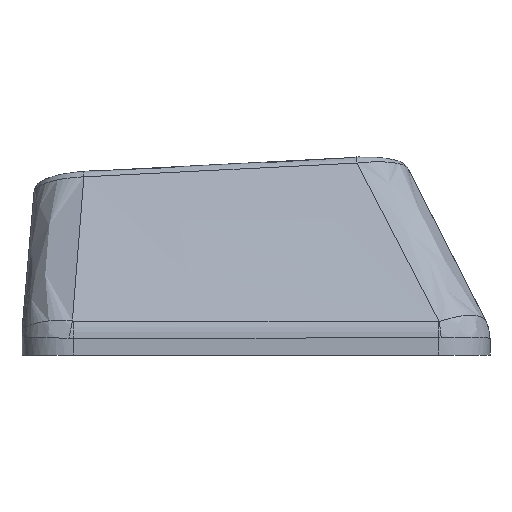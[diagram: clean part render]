
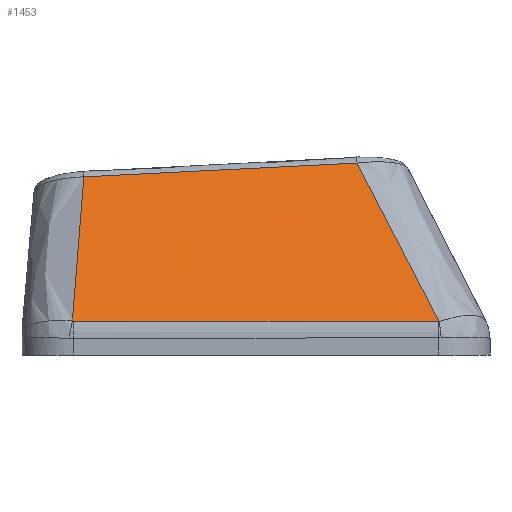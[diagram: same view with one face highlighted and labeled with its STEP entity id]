
A CAD part, left-side view. The second image highlights one B-rep face of the part: STEP entity #1453.
In plain terms, the highlighted free-form (B-spline) face has degree [3, 3] with [4, 4] control points.
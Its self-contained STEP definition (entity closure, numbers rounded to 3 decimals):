
#46=B_SPLINE_SURFACE_WITH_KNOTS('',3,3,((#3399,#3400,#3401,#3402),(#3403,
#3404,#3405,#3406),(#3407,#3408,#3409,#3410),(#3411,#3412,#3413,#3414)),
 .UNSPECIFIED.,.F.,.F.,.F.,(4,4),(4,4),(0.107,0.899),
(0.045,0.956),.UNSPECIFIED.);
#304=FACE_OUTER_BOUND('',#390,.T.);
#390=EDGE_LOOP('',(#1233,#1234,#1235,#1236,#1237,#1238));
#498=B_SPLINE_CURVE_WITH_KNOTS('',3,(#2831,#2832,#2833,#2834),
 .UNSPECIFIED.,.F.,.F.,(4,4),(0.,0.003),
 .UNSPECIFIED.);
#499=B_SPLINE_CURVE_WITH_KNOTS('',3,(#2852,#2853,#2854,#2855),
 .UNSPECIFIED.,.F.,.F.,(4,4),(-1.416,0.),.UNSPECIFIED.);
#502=B_SPLINE_CURVE_WITH_KNOTS('',3,(#2885,#2886,#2887,#2888),
 .UNSPECIFIED.,.F.,.F.,(4,4),(0.,0.004),.UNSPECIFIED.);
#513=B_SPLINE_CURVE_WITH_KNOTS('',3,(#3116,#3117,#3118,#3119),
 .UNSPECIFIED.,.F.,.F.,(4,4),(0.037,0.785),
 .UNSPECIFIED.);
#521=B_SPLINE_CURVE_WITH_KNOTS('',3,(#3339,#3340,#3341,#3342),
 .UNSPECIFIED.,.F.,.F.,(4,4),(0.,1.061),.UNSPECIFIED.);
#524=B_SPLINE_CURVE_WITH_KNOTS('',3,(#3415,#3416,#3417,#3418),
 .UNSPECIFIED.,.F.,.F.,(4,4),(-0.661,-0.033),
 .UNSPECIFIED.);
#649=VERTEX_POINT('',#2793);
#651=VERTEX_POINT('',#2824);
#653=VERTEX_POINT('',#2851);
#655=VERTEX_POINT('',#2878);
#671=VERTEX_POINT('',#3109);
#676=VERTEX_POINT('',#3337);
#831=EDGE_CURVE('',#649,#651,#498,.T.);
#832=EDGE_CURVE('',#651,#653,#499,.T.);
#837=EDGE_CURVE('',#653,#655,#502,.T.);
#863=EDGE_CURVE('',#671,#649,#513,.T.);
#878=EDGE_CURVE('',#676,#671,#521,.T.);
#882=EDGE_CURVE('',#655,#676,#524,.T.);
#1233=ORIENTED_EDGE('',*,*,#831,.F.);
#1234=ORIENTED_EDGE('',*,*,#863,.F.);
#1235=ORIENTED_EDGE('',*,*,#878,.F.);
#1236=ORIENTED_EDGE('',*,*,#882,.F.);
#1237=ORIENTED_EDGE('',*,*,#837,.F.);
#1238=ORIENTED_EDGE('',*,*,#832,.F.);
#1453=ADVANCED_FACE('',(#304),#46,.F.);
#2793=CARTESIAN_POINT('',(-8.943,-7.107,0.299));
#2824=CARTESIAN_POINT('',(-8.944,-7.079,0.298));
#2831=CARTESIAN_POINT('Ctrl Pts',(-8.943,-7.107,0.299));
#2832=CARTESIAN_POINT('Ctrl Pts',(-8.944,-7.098,0.298));
#2833=CARTESIAN_POINT('Ctrl Pts',(-8.944,-7.088,0.298));
#2834=CARTESIAN_POINT('Ctrl Pts',(-8.944,-7.079,0.298));
#2851=CARTESIAN_POINT('',(-8.921,7.082,0.318));
#2852=CARTESIAN_POINT('Ctrl Pts',(-8.944,-7.079,0.298));
#2853=CARTESIAN_POINT('Ctrl Pts',(-8.937,-2.359,0.304));
#2854=CARTESIAN_POINT('Ctrl Pts',(-8.929,2.361,0.311));
#2855=CARTESIAN_POINT('Ctrl Pts',(-8.921,7.082,0.318));
#2878=CARTESIAN_POINT('',(-8.919,7.125,0.322));
#2885=CARTESIAN_POINT('Ctrl Pts',(-8.921,7.082,0.318));
#2886=CARTESIAN_POINT('Ctrl Pts',(-8.921,7.096,0.318));
#2887=CARTESIAN_POINT('Ctrl Pts',(-8.92,7.111,0.319));
#2888=CARTESIAN_POINT('Ctrl Pts',(-8.919,7.125,0.322));
#3109=CARTESIAN_POINT('',(-6.11,-3.922,6.452));
#3116=CARTESIAN_POINT('Ctrl Pts',(-6.11,-3.922,6.452));
#3117=CARTESIAN_POINT('Ctrl Pts',(-7.057,-4.986,4.403));
#3118=CARTESIAN_POINT('Ctrl Pts',(-8.001,-6.047,2.351));
#3119=CARTESIAN_POINT('Ctrl Pts',(-8.943,-7.107,0.299));
#3337=CARTESIAN_POINT('',(-6.116,6.678,5.915));
#3339=CARTESIAN_POINT('Ctrl Pts',(-6.116,6.678,5.915));
#3340=CARTESIAN_POINT('Ctrl Pts',(-6.114,3.145,6.093));
#3341=CARTESIAN_POINT('Ctrl Pts',(-6.112,-0.389,
6.272));
#3342=CARTESIAN_POINT('Ctrl Pts',(-6.11,-3.922,6.452));
#3399=CARTESIAN_POINT('Ctrl Pts',(-6.11,7.033,5.91));
#3400=CARTESIAN_POINT('Ctrl Pts',(-7.054,7.064,4.031));
#3401=CARTESIAN_POINT('Ctrl Pts',(-7.999,7.095,2.151));
#3402=CARTESIAN_POINT('Ctrl Pts',(-8.944,7.126,0.272));
#3403=CARTESIAN_POINT('Ctrl Pts',(-6.11,3.257,6.097));
#3404=CARTESIAN_POINT('Ctrl Pts',(-7.054,2.965,4.158));
#3405=CARTESIAN_POINT('Ctrl Pts',(-7.999,2.673,2.219));
#3406=CARTESIAN_POINT('Ctrl Pts',(-8.944,2.382,0.28));
#3407=CARTESIAN_POINT('Ctrl Pts',(-6.11,-0.519,
6.283));
#3408=CARTESIAN_POINT('Ctrl Pts',(-7.054,-1.133,4.285));
#3409=CARTESIAN_POINT('Ctrl Pts',(-7.999,-1.748,2.287));
#3410=CARTESIAN_POINT('Ctrl Pts',(-8.944,-2.363,0.289));
#3411=CARTESIAN_POINT('Ctrl Pts',(-6.11,-4.295,6.47));
#3412=CARTESIAN_POINT('Ctrl Pts',(-7.054,-5.232,4.413));
#3413=CARTESIAN_POINT('Ctrl Pts',(-7.999,-6.17,2.355));
#3414=CARTESIAN_POINT('Ctrl Pts',(-8.944,-7.107,0.298));
#3415=CARTESIAN_POINT('Ctrl Pts',(-8.919,7.125,0.322));
#3416=CARTESIAN_POINT('Ctrl Pts',(-7.982,6.973,2.185));
#3417=CARTESIAN_POINT('Ctrl Pts',(-7.048,6.824,4.049));
#3418=CARTESIAN_POINT('Ctrl Pts',(-6.116,6.678,5.915));
